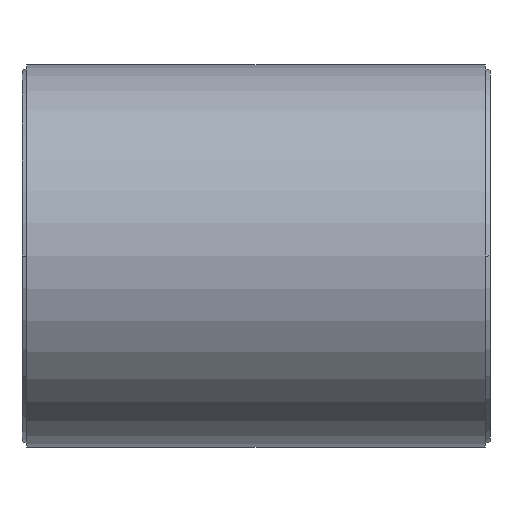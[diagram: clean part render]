
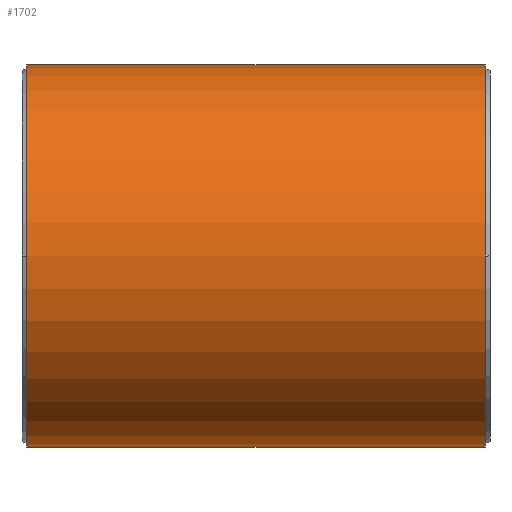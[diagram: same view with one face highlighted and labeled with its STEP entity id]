
A CAD part, front view. The second image highlights one B-rep face of the part: STEP entity #1702.
In plain terms, the highlighted cylindrical face has radius 80 mm (diameter 160 mm), a partial arc.
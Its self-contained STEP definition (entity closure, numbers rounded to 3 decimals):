
#124=CARTESIAN_POINT('',(-96.,0.,0.));
#125=DIRECTION('',(-1.,0.,0.));
#126=DIRECTION('',(0.,0.,-1.));
#127=AXIS2_PLACEMENT_3D('',#124,#125,#126);
#149=DIRECTION('',(1.,0.,0.));
#150=VECTOR('',#149,192.);
#151=CARTESIAN_POINT('',(-96.,0.,80.));
#152=LINE('',#151,#150);
#153=DIRECTION('',(1.,0.,0.));
#154=VECTOR('',#153,192.);
#155=CARTESIAN_POINT('',(-96.,0.,-80.));
#156=LINE('',#155,#154);
#157=CARTESIAN_POINT('',(96.,0.,0.));
#158=DIRECTION('',(1.,0.,0.));
#159=DIRECTION('',(0.,-1.,0.));
#160=AXIS2_PLACEMENT_3D('',#157,#158,#159);
#162=CARTESIAN_POINT('',(96.,0.,0.));
#163=DIRECTION('',(1.,0.,0.));
#164=DIRECTION('',(0.,0.,1.));
#165=AXIS2_PLACEMENT_3D('',#162,#163,#164);
#1388=CARTESIAN_POINT('',(-96.,0.,-80.));
#1389=CARTESIAN_POINT('',(96.,0.,-80.));
#1390=VERTEX_POINT('',#1388);
#1391=VERTEX_POINT('',#1389);
#1392=CARTESIAN_POINT('',(-96.,0.,80.));
#1393=CARTESIAN_POINT('',(96.,0.,80.));
#1394=VERTEX_POINT('',#1392);
#1395=VERTEX_POINT('',#1393);
#1398=CARTESIAN_POINT('',(96.,-80.,0.));
#1399=VERTEX_POINT('',#1398);
#1688=CARTESIAN_POINT('',(-108.096,0.,0.));
#1689=DIRECTION('',(1.,0.,0.));
#1690=DIRECTION('',(0.,0.,-1.));
#1691=AXIS2_PLACEMENT_3D('',#1688,#1689,#1690);
#1692=CYLINDRICAL_SURFACE('',#1691,80.);
#1693=ORIENTED_EDGE('',*,*,#1649,.T.);
#1694=ORIENTED_EDGE('',*,*,#1673,.T.);
#1696=ORIENTED_EDGE('',*,*,#1695,.T.);
#1698=ORIENTED_EDGE('',*,*,#1697,.T.);
#1699=ORIENTED_EDGE('',*,*,#1669,.F.);
#1700=EDGE_LOOP('',(#1693,#1694,#1696,#1698,#1699));
#1701=FACE_OUTER_BOUND('',#1700,.F.);
#1702=ADVANCED_FACE('',(#1701),#1692,.T.);
#128=CIRCLE('',#127,80.);
#161=CIRCLE('',#160,80.);
#166=CIRCLE('',#165,80.);
#1649=EDGE_CURVE('',#1390,#1394,#128,.T.);
#1669=EDGE_CURVE('',#1390,#1391,#156,.T.);
#1673=EDGE_CURVE('',#1394,#1395,#152,.T.);
#1695=EDGE_CURVE('',#1395,#1399,#166,.T.);
#1697=EDGE_CURVE('',#1399,#1391,#161,.T.);
